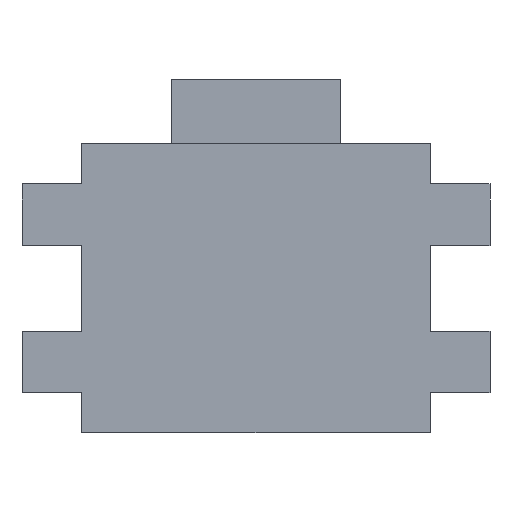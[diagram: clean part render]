
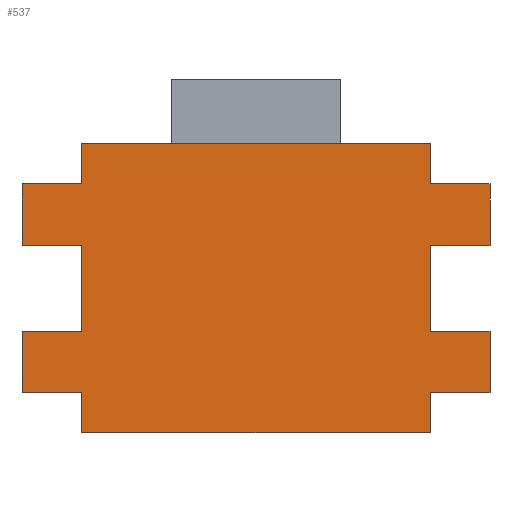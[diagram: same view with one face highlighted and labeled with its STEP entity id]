
A CAD part, front view. The second image highlights one B-rep face of the part: STEP entity #537.
In plain terms, the highlighted planar face has unit normal (0, -1, 0).
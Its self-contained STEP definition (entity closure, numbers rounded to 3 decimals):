
#41=FACE_OUTER_BOUND('',#69,.T.);
#69=EDGE_LOOP('',(#458,#459,#460,#461,#462,#463,#464,#465,#466,#467,#468,
#469,#470,#471,#472,#473,#474,#475,#476,#477));
#82=LINE('',#736,#154);
#86=LINE('',#744,#158);
#89=LINE('',#750,#161);
#93=LINE('',#758,#165);
#97=LINE('',#766,#169);
#101=LINE('',#773,#173);
#102=LINE('',#776,#174);
#105=LINE('',#782,#177);
#108=LINE('',#787,#180);
#110=LINE('',#793,#182);
#114=LINE('',#802,#186);
#118=LINE('',#809,#190);
#121=LINE('',#816,#193);
#125=LINE('',#825,#197);
#129=LINE('',#832,#201);
#132=LINE('',#838,#204);
#135=LINE('',#843,#207);
#136=LINE('',#844,#208);
#139=LINE('',#849,#211);
#140=LINE('',#851,#212);
#154=VECTOR('',#605,10.);
#158=VECTOR('',#611,10.);
#161=VECTOR('',#616,10.);
#165=VECTOR('',#624,10.);
#169=VECTOR('',#628,10.);
#173=VECTOR('',#632,10.);
#174=VECTOR('',#635,10.);
#177=VECTOR('',#640,10.);
#180=VECTOR('',#645,10.);
#182=VECTOR('',#651,10.);
#186=VECTOR('',#657,10.);
#190=VECTOR('',#663,10.);
#193=VECTOR('',#670,10.);
#197=VECTOR('',#676,10.);
#201=VECTOR('',#682,10.);
#204=VECTOR('',#689,10.);
#207=VECTOR('',#694,10.);
#208=VECTOR('',#695,10.);
#211=VECTOR('',#698,10.);
#212=VECTOR('',#701,10.);
#222=VERTEX_POINT('',#734);
#223=VERTEX_POINT('',#735);
#226=VERTEX_POINT('',#743);
#228=VERTEX_POINT('',#749);
#230=VERTEX_POINT('',#757);
#233=VERTEX_POINT('',#763);
#234=VERTEX_POINT('',#765);
#237=VERTEX_POINT('',#771);
#238=VERTEX_POINT('',#775);
#240=VERTEX_POINT('',#781);
#242=VERTEX_POINT('',#791);
#243=VERTEX_POINT('',#792);
#246=VERTEX_POINT('',#800);
#247=VERTEX_POINT('',#801);
#250=VERTEX_POINT('',#814);
#251=VERTEX_POINT('',#815);
#254=VERTEX_POINT('',#823);
#255=VERTEX_POINT('',#824);
#258=VERTEX_POINT('',#837);
#261=VERTEX_POINT('',#847);
#274=EDGE_CURVE('',#222,#223,#82,.T.);
#278=EDGE_CURVE('',#226,#222,#86,.T.);
#281=EDGE_CURVE('',#228,#226,#89,.T.);
#285=EDGE_CURVE('',#223,#230,#93,.T.);
#289=EDGE_CURVE('',#233,#234,#97,.T.);
#293=EDGE_CURVE('',#237,#228,#101,.T.);
#294=EDGE_CURVE('',#238,#237,#102,.T.);
#297=EDGE_CURVE('',#240,#238,#105,.T.);
#300=EDGE_CURVE('',#234,#240,#108,.T.);
#302=EDGE_CURVE('',#242,#243,#110,.T.);
#306=EDGE_CURVE('',#246,#247,#114,.T.);
#310=EDGE_CURVE('',#247,#242,#118,.T.);
#313=EDGE_CURVE('',#250,#251,#121,.T.);
#317=EDGE_CURVE('',#254,#255,#125,.T.);
#321=EDGE_CURVE('',#255,#250,#129,.T.);
#324=EDGE_CURVE('',#258,#233,#132,.T.);
#327=EDGE_CURVE('',#246,#251,#135,.T.);
#328=EDGE_CURVE('',#254,#258,#136,.T.);
#331=EDGE_CURVE('',#261,#243,#139,.T.);
#332=EDGE_CURVE('',#230,#261,#140,.T.);
#458=ORIENTED_EDGE('',*,*,#289,.F.);
#459=ORIENTED_EDGE('',*,*,#324,.F.);
#460=ORIENTED_EDGE('',*,*,#328,.F.);
#461=ORIENTED_EDGE('',*,*,#317,.T.);
#462=ORIENTED_EDGE('',*,*,#321,.T.);
#463=ORIENTED_EDGE('',*,*,#313,.T.);
#464=ORIENTED_EDGE('',*,*,#327,.F.);
#465=ORIENTED_EDGE('',*,*,#306,.T.);
#466=ORIENTED_EDGE('',*,*,#310,.T.);
#467=ORIENTED_EDGE('',*,*,#302,.T.);
#468=ORIENTED_EDGE('',*,*,#331,.F.);
#469=ORIENTED_EDGE('',*,*,#332,.F.);
#470=ORIENTED_EDGE('',*,*,#285,.F.);
#471=ORIENTED_EDGE('',*,*,#274,.F.);
#472=ORIENTED_EDGE('',*,*,#278,.F.);
#473=ORIENTED_EDGE('',*,*,#281,.F.);
#474=ORIENTED_EDGE('',*,*,#293,.F.);
#475=ORIENTED_EDGE('',*,*,#294,.F.);
#476=ORIENTED_EDGE('',*,*,#297,.F.);
#477=ORIENTED_EDGE('',*,*,#300,.F.);
#504=PLANE('',#578);
#537=ADVANCED_FACE('',(#41),#504,.F.);
#578=AXIS2_PLACEMENT_3D('',#854,#705,#706);
#605=DIRECTION('',(1.,0.,0.));
#611=DIRECTION('',(0.,0.,1.));
#616=DIRECTION('',(-1.,0.,0.));
#624=DIRECTION('',(0.,0.,1.));
#628=DIRECTION('',(0.,0.,1.));
#632=DIRECTION('',(0.,0.,1.));
#635=DIRECTION('',(1.,0.,0.));
#640=DIRECTION('',(0.,0.,1.));
#645=DIRECTION('',(-1.,0.,0.));
#651=DIRECTION('',(-1.,0.,0.));
#657=DIRECTION('',(1.,0.,0.));
#663=DIRECTION('',(0.,0.,1.));
#670=DIRECTION('',(-1.,0.,0.));
#676=DIRECTION('',(1.,0.,0.));
#682=DIRECTION('',(0.,0.,1.));
#689=DIRECTION('',(-1.,0.,0.));
#694=DIRECTION('',(0.,0.,-1.));
#695=DIRECTION('',(0.,0.,-1.));
#698=DIRECTION('',(0.,0.,-1.));
#701=DIRECTION('',(1.,0.,0.));
#705=DIRECTION('center_axis',(0.,1.,0.));
#706=DIRECTION('ref_axis',(1.,0.,0.));
#734=CARTESIAN_POINT('',(-0.6,0.,-0.4));
#735=CARTESIAN_POINT('',(0.,0.,-0.4));
#736=CARTESIAN_POINT('',(-0.6,0.,-0.4));
#743=CARTESIAN_POINT('',(-0.6,0.,-1.02));
#744=CARTESIAN_POINT('',(-0.6,0.,-1.02));
#749=CARTESIAN_POINT('',(0.,0.,-1.02));
#750=CARTESIAN_POINT('',(0.,0.,-1.02));
#757=CARTESIAN_POINT('',(0.,0.,0.));
#758=CARTESIAN_POINT('',(0.,0.,-2.9));
#763=CARTESIAN_POINT('',(0.,0.,-2.9));
#765=CARTESIAN_POINT('',(0.,0.,-2.5));
#766=CARTESIAN_POINT('',(0.,0.,-2.9));
#771=CARTESIAN_POINT('',(0.,0.,-1.88));
#773=CARTESIAN_POINT('',(0.,0.,-2.9));
#775=CARTESIAN_POINT('',(-0.6,0.,-1.88));
#776=CARTESIAN_POINT('',(-0.6,0.,-1.88));
#781=CARTESIAN_POINT('',(-0.6,0.,-2.5));
#782=CARTESIAN_POINT('',(-0.6,0.,-2.5));
#787=CARTESIAN_POINT('',(0.,0.,-2.5));
#791=CARTESIAN_POINT('',(4.1,0.,-0.4));
#792=CARTESIAN_POINT('',(3.5,0.,-0.4));
#793=CARTESIAN_POINT('',(4.1,0.,-0.4));
#800=CARTESIAN_POINT('',(3.5,0.,-1.02));
#801=CARTESIAN_POINT('',(4.1,0.,-1.02));
#802=CARTESIAN_POINT('',(3.5,0.,-1.02));
#809=CARTESIAN_POINT('',(4.1,0.,-1.02));
#814=CARTESIAN_POINT('',(4.1,0.,-1.88));
#815=CARTESIAN_POINT('',(3.5,0.,-1.88));
#816=CARTESIAN_POINT('',(4.1,0.,-1.88));
#823=CARTESIAN_POINT('',(3.5,0.,-2.5));
#824=CARTESIAN_POINT('',(4.1,0.,-2.5));
#825=CARTESIAN_POINT('',(3.5,0.,-2.5));
#832=CARTESIAN_POINT('',(4.1,0.,-2.5));
#837=CARTESIAN_POINT('',(3.5,0.,-2.9));
#838=CARTESIAN_POINT('',(3.5,0.,-2.9));
#843=CARTESIAN_POINT('',(3.5,0.,0.));
#844=CARTESIAN_POINT('',(3.5,0.,0.));
#847=CARTESIAN_POINT('',(3.5,0.,0.));
#849=CARTESIAN_POINT('',(3.5,0.,0.));
#851=CARTESIAN_POINT('',(0.,0.,0.));
#854=CARTESIAN_POINT('Origin',(1.75,0.,-1.45));
